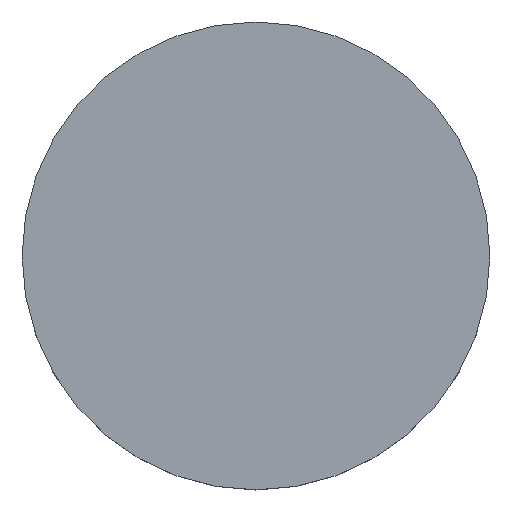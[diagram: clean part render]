
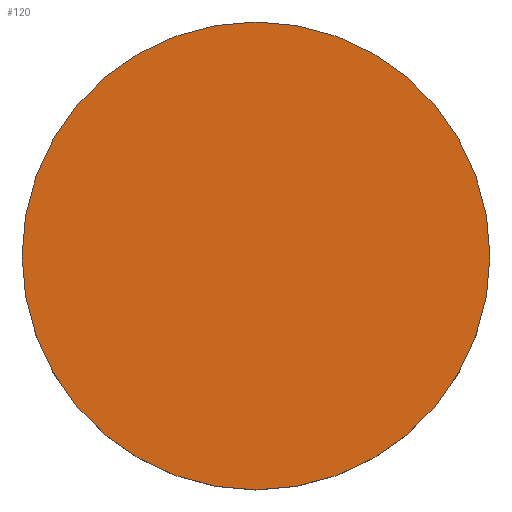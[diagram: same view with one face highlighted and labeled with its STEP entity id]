
A CAD part, top view. The second image highlights one B-rep face of the part: STEP entity #120.
In plain terms, the highlighted planar face has unit normal (0, 0, 1).
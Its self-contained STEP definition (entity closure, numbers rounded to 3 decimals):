
#18 = CARTESIAN_POINT ( 'NONE',  ( 0., 0., 1. ) ) ;
#28 = DIRECTION ( 'NONE',  ( 1., 0., 0. ) ) ;
#49 = EDGE_CURVE ( 'NONE', #104, #83, #77, .T. ) ;
#53 = DIRECTION ( 'NONE',  ( 0., 0., 1. ) ) ;
#59 = CARTESIAN_POINT ( 'NONE',  ( 0., 0., 1. ) ) ;
#64 = AXIS2_PLACEMENT_3D ( 'NONE', #59, #107, #87 ) ;
#67 = AXIS2_PLACEMENT_3D ( 'NONE', #88, #53, #131 ) ;
#69 = DIRECTION ( 'NONE',  ( 0., 0., 1. ) ) ;
#72 = EDGE_CURVE ( 'NONE', #83, #104, #111, .T. ) ;
#75 = CARTESIAN_POINT ( 'NONE',  ( 3.15, 0., 1. ) ) ;
#77 = CIRCLE ( 'NONE', #64, 3.15 ) ;
#83 = VERTEX_POINT ( 'NONE', #89 ) ;
#84 = PLANE ( 'NONE',  #93 ) ;
#87 = DIRECTION ( 'NONE',  ( 1., 0., 0. ) ) ;
#88 = CARTESIAN_POINT ( 'NONE',  ( 0., 0., 1. ) ) ;
#89 = CARTESIAN_POINT ( 'NONE',  ( -3.15, 0., 1. ) ) ;
#92 = ORIENTED_EDGE ( 'NONE', *, *, #49, .T. ) ;
#93 = AXIS2_PLACEMENT_3D ( 'NONE', #18, #69, #28 ) ;
#95 = EDGE_LOOP ( 'NONE', ( #137, #92 ) ) ;
#96 = FACE_OUTER_BOUND ( 'NONE', #95, .T. ) ;
#104 = VERTEX_POINT ( 'NONE', #75 ) ;
#107 = DIRECTION ( 'NONE',  ( 0., 0., 1. ) ) ;
#111 = CIRCLE ( 'NONE', #67, 3.15 ) ;
#120 = ADVANCED_FACE ( 'NONE', ( #96 ), #84, .T. ) ;
#131 = DIRECTION ( 'NONE',  ( 1., 0., 0. ) ) ;
#137 = ORIENTED_EDGE ( 'NONE', *, *, #72, .T. ) ;
